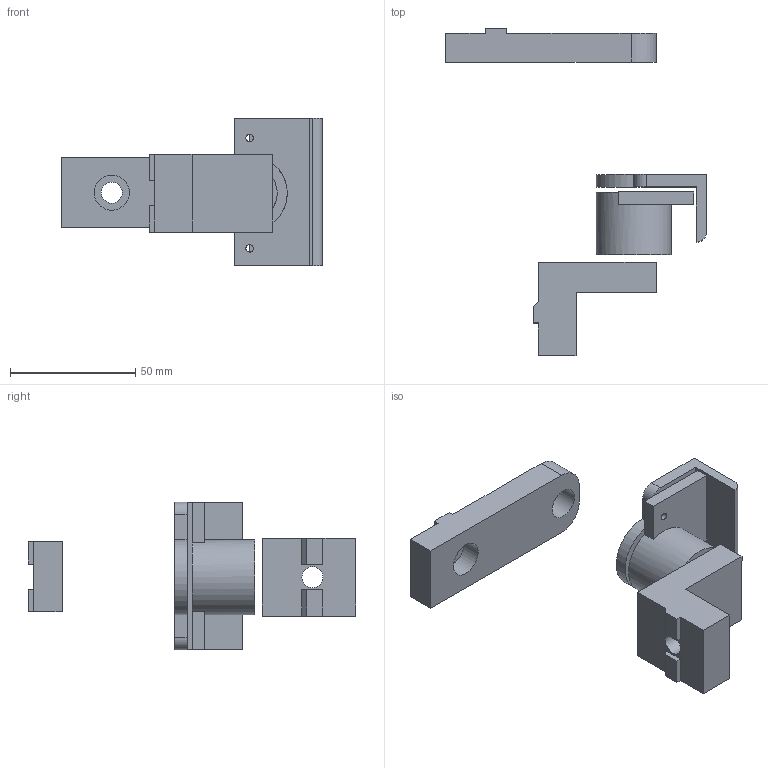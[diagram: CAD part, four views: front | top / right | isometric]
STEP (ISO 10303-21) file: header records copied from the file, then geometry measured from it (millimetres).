
FILE_DESCRIPTION(/* description */ (''),/* implementation_level */ '2;1');
FILE_NAME(/* name */ 'ZAxisGuide.stp',/* time_stamp */ '2014-06-26T21:24:21+02:00',/* author */ (''),/* organization */ (''),/* preprocessor_version */ 'ST-DEVELOPER v15.6',/* originating_system */ 'Autodesk Translator Framework v3.0.0.6910',/* authorisation */ '');
FILE_SCHEMA (('AUTOMOTIVE_DESIGN { 1 0 10303 214 3 1 1 }'));
Length unit declared in the file: centimetre
Products named in the file (7): Component6; Component3; base; Component3 (1); z-idler v11; Component5; Z-axis-guide v15
Bounding box: 104 x 130.5 x 59 mm (x, y, z)
Volume: 80815.6 mm3; surface area: 31428.7 mm2
Topology: 4 solids, 4 shells, 70 faces, 176 edges, 118 vertices
Faces by surface type: plane 52, cylinder 18
Full cylindrical faces by diameter (mm): 3 x2, 8.4 x2, 12.5 x2, 14 x4, 22 x1, 30 x1
Entity records: 2184 total; most frequent: DIRECTION 364, CARTESIAN_POINT 359, ORIENTED_EDGE 322, EDGE_CURVE 161, LINE 124, VECTOR 124, AXIS2_PLACEMENT_3D 120, VERTEX_POINT 115
